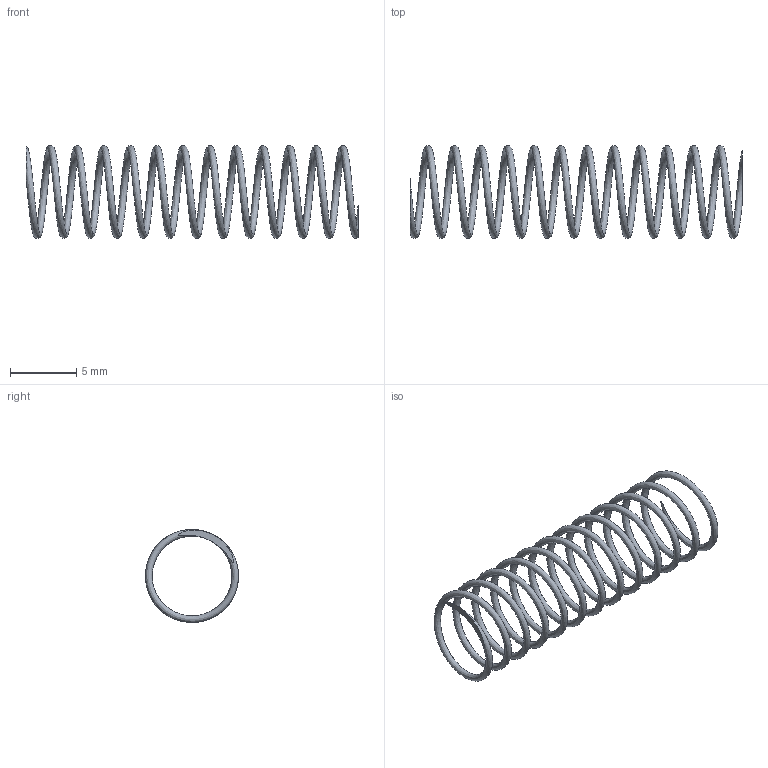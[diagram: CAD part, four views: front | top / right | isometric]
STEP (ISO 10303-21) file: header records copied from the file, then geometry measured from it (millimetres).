
FILE_DESCRIPTION(/* description */ (''),/* implementation_level */ '2;1');
FILE_NAME(/* name */ 'limit switch spring.stp',/* time_stamp */ '2020-11-19T20:24:54+03:00',/* author */ ('Max'),/* organization */ (''),/* preprocessor_version */ 'ST-DEVELOPER v16.5',/* originating_system */ 'Autodesk Inventor 2017',/* authorisation */ '');
FILE_SCHEMA (('AUTOMOTIVE_DESIGN { 1 0 10303 214 3 1 1 }'));
Length unit declared in the file: millimetre
Products named in the file (1): пружинка  \X2\043A043E043D

Bounding box: 25 x 7 x 7 mm (x, y, z)
Volume: 46.5 mm3; surface area: 405.9 mm2
Topology: 1 solids, 1 shells, 3 faces, 3 edges, 2 vertices
Faces by surface type: plane 2, bspline 1
Entity records: 1975 total; most frequent: CARTESIAN_POINT 1912, ORIENTED_EDGE 6, DIRECTION 6, FACE_OUTER_BOUND 3, EDGE_LOOP 3, B_SPLINE_CURVE_WITH_KNOTS 3, EDGE_CURVE 3, ADVANCED_FACE 3
